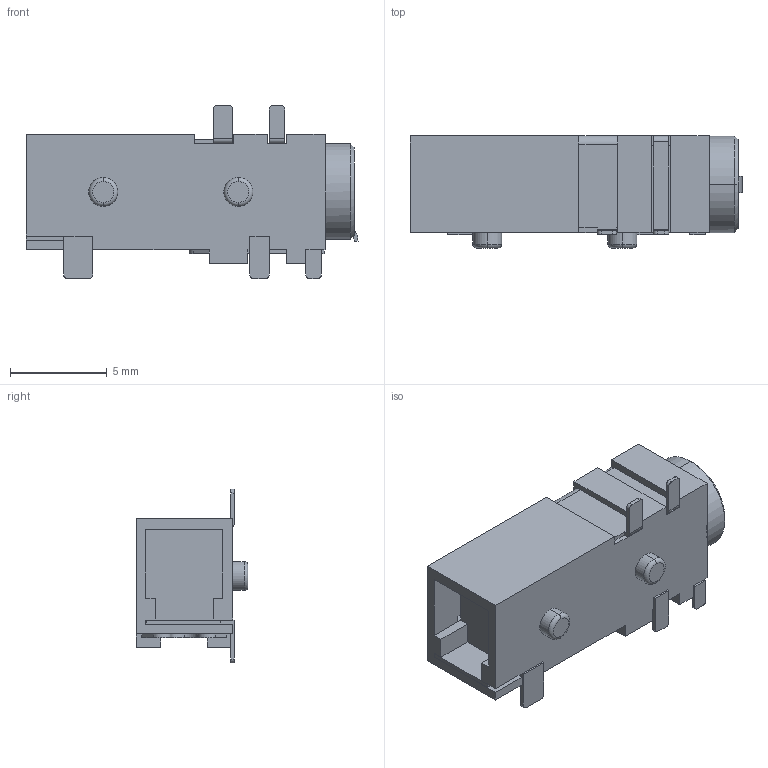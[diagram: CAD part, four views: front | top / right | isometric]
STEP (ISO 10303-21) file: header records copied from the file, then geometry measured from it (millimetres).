
FILE_DESCRIPTION (( 'STEP AP214' ), '1' );
FILE_NAME ('CUI_DEVICES_SJ-43515RS-SMT-TR.step', '2019-10-20T22:32:09', ( '' ), ( '' ), 'SwSTEP 2.0', 'SolidWorks 2019', '' );
FILE_SCHEMA (( 'AUTOMOTIVE_DESIGN' ));
Length unit declared in the file: inch
Products named in the file (1): CUI_DEVICES_SJ-43515RS-SMT-TR
Bounding box: 17.2 x 5.8 x 9 mm (x, y, z)
Volume: 447.9 mm3; surface area: 582.6 mm2
Topology: 1 solids, 1 shells, 195 faces, 551 edges, 359 vertices
Faces by surface type: plane 152, cylinder 36, torus 4, cone 3
Entity records: 8686 total; most frequent: CARTESIAN_POINT 1124, ORIENTED_EDGE 1102, DIRECTION 1026, EDGE_CURVE 551, LINE 460, VECTOR 460, VERTEX_POINT 359, AXIS2_PLACEMENT_3D 283
